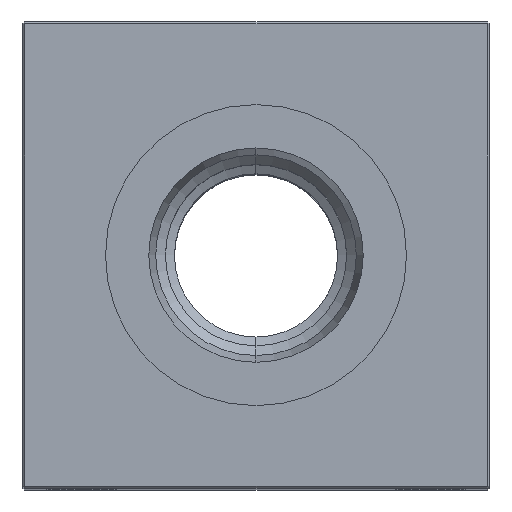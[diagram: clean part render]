
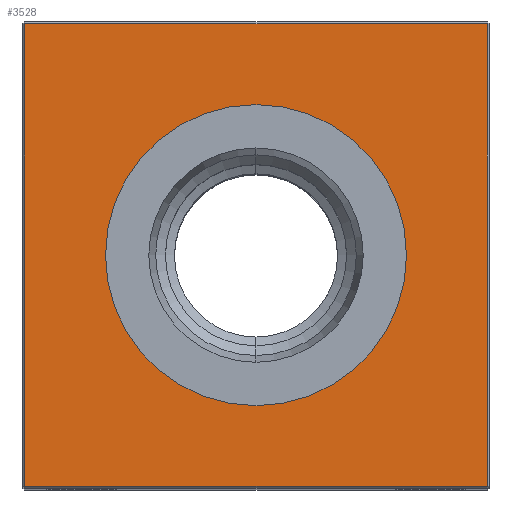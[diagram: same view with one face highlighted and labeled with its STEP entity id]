
A CAD part, top view. The second image highlights one B-rep face of the part: STEP entity #3528.
In plain terms, the highlighted planar face has unit normal (0, 0, 1).
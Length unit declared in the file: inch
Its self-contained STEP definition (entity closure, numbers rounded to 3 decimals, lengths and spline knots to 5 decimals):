
#587 = LINE ( 'NONE', #17313, #9223 ) ;
#1142 = EDGE_CURVE ( 'NONE', #10612, #10007, #23510, .T. ) ;
#1174 = CARTESIAN_POINT ( 'NONE',  ( 0., -0.80709, 5.5 ) ) ;
#1774 = ORIENTED_EDGE ( 'NONE', *, *, #8767, .T. ) ;
#2207 = EDGE_CURVE ( 'NONE', #10007, #14962, #7561, .T. ) ;
#2943 = AXIS2_PLACEMENT_3D ( 'NONE', #9409, #13518, #25868 ) ;
#3159 = CARTESIAN_POINT ( 'NONE',  ( 0., -1.24, 5.5 ) ) ;
#3528 = ADVANCED_FACE ( 'NONE', ( #13437, #22223 ), #20150, .F. ) ;
#3614 = EDGE_CURVE ( 'NONE', #13492, #21511, #11298, .T. ) ;
#3925 = ORIENTED_EDGE ( 'NONE', *, *, #13046, .T. ) ;
#4300 = DIRECTION ( 'NONE',  ( 0., -1., 0. ) ) ;
#4410 = DIRECTION ( 'NONE',  ( -1., 0., 0. ) ) ;
#5132 = AXIS2_PLACEMENT_3D ( 'NONE', #11926, #16171, #9871 ) ;
#6043 = ORIENTED_EDGE ( 'NONE', *, *, #17903, .T. ) ;
#6854 = VERTEX_POINT ( 'NONE', #19321 ) ;
#6913 = AXIS2_PLACEMENT_3D ( 'NONE', #24401, #9735, #9335 ) ;
#7561 = LINE ( 'NONE', #3159, #15693 ) ;
#8767 = EDGE_CURVE ( 'NONE', #21511, #13492, #9950, .T. ) ;
#9223 = VECTOR ( 'NONE', #4410, 39.37008 ) ;
#9335 = DIRECTION ( 'NONE',  ( -1., 0., 0. ) ) ;
#9409 = CARTESIAN_POINT ( 'NONE',  ( 0., 0., 5.5 ) ) ;
#9735 = DIRECTION ( 'NONE',  ( 0., 0., -1. ) ) ;
#9871 = DIRECTION ( 'NONE',  ( -1., 0., 0. ) ) ;
#9950 = CIRCLE ( 'NONE', #2943, 0.80709 ) ;
#10007 = VERTEX_POINT ( 'NONE', #11210 ) ;
#10612 = VERTEX_POINT ( 'NONE', #12451 ) ;
#11210 = CARTESIAN_POINT ( 'NONE',  ( -1.24, -1.24, 5.5 ) ) ;
#11298 = CIRCLE ( 'NONE', #5132, 0.80709 ) ;
#11926 = CARTESIAN_POINT ( 'NONE',  ( 0., 0., 5.5 ) ) ;
#12451 = CARTESIAN_POINT ( 'NONE',  ( -1.24, 1.24, 5.5 ) ) ;
#13046 = EDGE_CURVE ( 'NONE', #14962, #6854, #22729, .T. ) ;
#13086 = CARTESIAN_POINT ( 'NONE',  ( -1.24, 0., 5.5 ) ) ;
#13437 = FACE_OUTER_BOUND ( 'NONE', #23045, .T. ) ;
#13492 = VERTEX_POINT ( 'NONE', #16455 ) ;
#13518 = DIRECTION ( 'NONE',  ( 0., 0., -1. ) ) ;
#14962 = VERTEX_POINT ( 'NONE', #18645 ) ;
#15693 = VECTOR ( 'NONE', #17722, 39.37008 ) ;
#16171 = DIRECTION ( 'NONE',  ( 0., 0., -1. ) ) ;
#16455 = CARTESIAN_POINT ( 'NONE',  ( 0., 0.80709, 5.5 ) ) ;
#16911 = EDGE_LOOP ( 'NONE', ( #22639, #1774 ) ) ;
#17313 = CARTESIAN_POINT ( 'NONE',  ( 0., 1.24, 5.5 ) ) ;
#17722 = DIRECTION ( 'NONE',  ( 1., 0., 0. ) ) ;
#17903 = EDGE_CURVE ( 'NONE', #6854, #10612, #587, .T. ) ;
#18615 = CARTESIAN_POINT ( 'NONE',  ( 1.24, 0., 5.5 ) ) ;
#18645 = CARTESIAN_POINT ( 'NONE',  ( 1.24, -1.24, 5.5 ) ) ;
#18996 = ORIENTED_EDGE ( 'NONE', *, *, #1142, .T. ) ;
#19321 = CARTESIAN_POINT ( 'NONE',  ( 1.24, 1.24, 5.5 ) ) ;
#20150 = PLANE ( 'NONE',  #6913 ) ;
#20483 = VECTOR ( 'NONE', #4300, 39.37008 ) ;
#21511 = VERTEX_POINT ( 'NONE', #1174 ) ;
#22223 = FACE_BOUND ( 'NONE', #16911, .T. ) ;
#22639 = ORIENTED_EDGE ( 'NONE', *, *, #3614, .T. ) ;
#22729 = LINE ( 'NONE', #18615, #26127 ) ;
#23045 = EDGE_LOOP ( 'NONE', ( #18996, #24261, #3925, #6043 ) ) ;
#23510 = LINE ( 'NONE', #13086, #20483 ) ;
#24261 = ORIENTED_EDGE ( 'NONE', *, *, #2207, .T. ) ;
#24401 = CARTESIAN_POINT ( 'NONE',  ( 0., 0., 5.5 ) ) ;
#25868 = DIRECTION ( 'NONE',  ( -1., 0., 0. ) ) ;
#26127 = VECTOR ( 'NONE', #26962, 39.37008 ) ;
#26962 = DIRECTION ( 'NONE',  ( 0., 1., 0. ) ) ;
